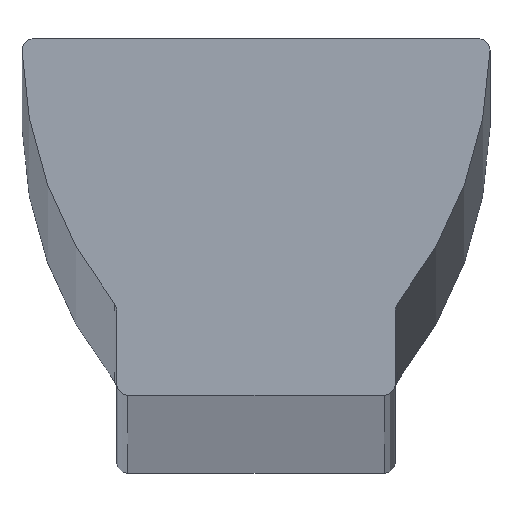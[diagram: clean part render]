
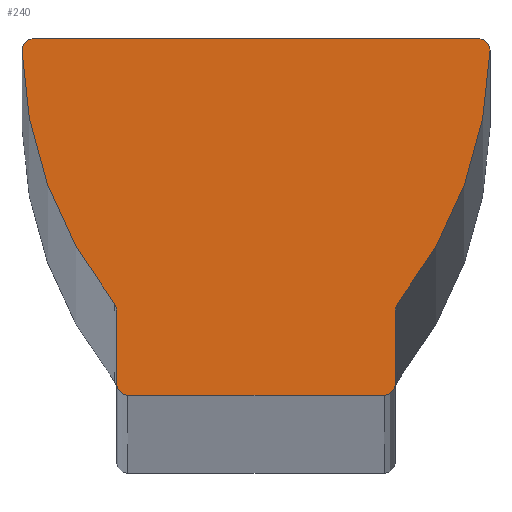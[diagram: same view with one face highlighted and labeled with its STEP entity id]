
A CAD part, top view. The second image highlights one B-rep face of the part: STEP entity #240.
In plain terms, the highlighted planar face has unit normal (0, 0, 1).
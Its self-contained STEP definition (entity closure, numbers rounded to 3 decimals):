
#7 = VECTOR ( 'NONE', #430, 1000. ) ;
#10 = CARTESIAN_POINT ( 'NONE',  ( 1.46, 0.127, 254. ) ) ;
#13 = CARTESIAN_POINT ( 'NONE',  ( -2.665, 3.934, 254. ) ) ;
#28 = DIRECTION ( 'NONE',  ( -1., 0., 0. ) ) ;
#30 = CARTESIAN_POINT ( 'NONE',  ( 1.587, 0.127, 254. ) ) ;
#32 = DIRECTION ( 'NONE',  ( 1., 0., 0. ) ) ;
#42 = ORIENTED_EDGE ( 'NONE', *, *, #452, .T. ) ;
#45 = LINE ( 'NONE', #266, #7 ) ;
#47 = DIRECTION ( 'NONE',  ( -1., 0., 0. ) ) ;
#53 = ORIENTED_EDGE ( 'NONE', *, *, #361, .T. ) ;
#55 = AXIS2_PLACEMENT_3D ( 'NONE', #433, #469, #223 ) ;
#70 = CARTESIAN_POINT ( 'NONE',  ( -1.587, 0.127, 254. ) ) ;
#78 = VERTEX_POINT ( 'NONE', #13 ) ;
#86 = DIRECTION ( 'NONE',  ( 0., 0., -1. ) ) ;
#90 = DIRECTION ( 'NONE',  ( 0., 0., -1. ) ) ;
#93 = ORIENTED_EDGE ( 'NONE', *, *, #288, .T. ) ;
#94 = ORIENTED_EDGE ( 'NONE', *, *, #374, .T. ) ;
#95 = DIRECTION ( 'NONE',  ( 0., 1., 0. ) ) ;
#106 = LINE ( 'NONE', #30, #191 ) ;
#107 = CARTESIAN_POINT ( 'NONE',  ( 1.587, 0.971, 254. ) ) ;
#109 = CARTESIAN_POINT ( 'NONE',  ( -1.46, 0., 254. ) ) ;
#110 = CARTESIAN_POINT ( 'NONE',  ( 1.615, 1.05, 254. ) ) ;
#111 = CARTESIAN_POINT ( 'NONE',  ( -2.538, 3.937, 254. ) ) ;
#112 = EDGE_CURVE ( 'NONE', #221, #379, #106, .T. ) ;
#113 = DIRECTION ( 'NONE',  ( 0., 0., 1. ) ) ;
#117 = EDGE_CURVE ( 'NONE', #461, #198, #203, .T. ) ;
#118 = AXIS2_PLACEMENT_3D ( 'NONE', #188, #489, #536 ) ;
#127 = CIRCLE ( 'NONE', #427, 0.127 ) ;
#130 = DIRECTION ( 'NONE',  ( 0., 0., 1. ) ) ;
#132 = DIRECTION ( 'NONE',  ( -1., 0., 0. ) ) ;
#135 = ORIENTED_EDGE ( 'NONE', *, *, #412, .T. ) ;
#137 = CARTESIAN_POINT ( 'NONE',  ( -1.587, 0.971, 254. ) ) ;
#140 = DIRECTION ( 'NONE',  ( 1., 0., 0. ) ) ;
#147 = CARTESIAN_POINT ( 'NONE',  ( 2.538, 3.937, 254. ) ) ;
#153 = CARTESIAN_POINT ( 'NONE',  ( -2.665, 3.937, 254. ) ) ;
#159 = VERTEX_POINT ( 'NONE', #137 ) ;
#180 = DIRECTION ( 'NONE',  ( 0., 0., -1. ) ) ;
#188 = CARTESIAN_POINT ( 'NONE',  ( -2.538, 3.937, 254. ) ) ;
#189 = VERTEX_POINT ( 'NONE', #316 ) ;
#191 = VECTOR ( 'NONE', #95, 1000. ) ;
#198 = VERTEX_POINT ( 'NONE', #349 ) ;
#203 = LINE ( 'NONE', #308, #237 ) ;
#208 = VECTOR ( 'NONE', #327, 1000. ) ;
#211 = EDGE_CURVE ( 'NONE', #379, #346, #348, .T. ) ;
#221 = VERTEX_POINT ( 'NONE', #414 ) ;
#223 = DIRECTION ( 'NONE',  ( -1., 0., 0. ) ) ;
#237 = VECTOR ( 'NONE', #140, 1000. ) ;
#240 = ADVANCED_FACE ( 'NONE', ( #456 ), #319, .F. ) ;
#241 = CARTESIAN_POINT ( 'NONE',  ( -1.715, 0.971, 254. ) ) ;
#244 = CARTESIAN_POINT ( 'NONE',  ( 1.715, 0.971, 254. ) ) ;
#251 = LINE ( 'NONE', #329, #208 ) ;
#256 = EDGE_CURVE ( 'NONE', #198, #221, #467, .T. ) ;
#265 = EDGE_CURVE ( 'NONE', #274, #495, #45, .T. ) ;
#266 = CARTESIAN_POINT ( 'NONE',  ( -2.538, 4.064, 254. ) ) ;
#267 = DIRECTION ( 'NONE',  ( 0., 0., 1. ) ) ;
#274 = VERTEX_POINT ( 'NONE', #371 ) ;
#285 = CIRCLE ( 'NONE', #525, 0.127 ) ;
#288 = EDGE_CURVE ( 'NONE', #189, #159, #473, .T. ) ;
#292 = VERTEX_POINT ( 'NONE', #153 ) ;
#293 = AXIS2_PLACEMENT_3D ( 'NONE', #326, #113, #526 ) ;
#295 = EDGE_LOOP ( 'NONE', ( #94, #524, #42, #93, #53, #135, #331, #518, #389, #521, #344, #386, #360 ) ) ;
#297 = CIRCLE ( 'NONE', #55, 0.127 ) ;
#308 = CARTESIAN_POINT ( 'NONE',  ( -1.46, 0., 254. ) ) ;
#316 = CARTESIAN_POINT ( 'NONE',  ( -1.615, 1.05, 254. ) ) ;
#319 = PLANE ( 'NONE',  #465 ) ;
#325 = EDGE_CURVE ( 'NONE', #292, #78, #297, .T. ) ;
#326 = CARTESIAN_POINT ( 'NONE',  ( -2.176, 4.064, 254. ) ) ;
#327 = DIRECTION ( 'NONE',  ( 0., -1., 0. ) ) ;
#329 = CARTESIAN_POINT ( 'NONE',  ( -1.587, 0.127, 254. ) ) ;
#331 = ORIENTED_EDGE ( 'NONE', *, *, #117, .T. ) ;
#333 = CIRCLE ( 'NONE', #293, 4.843 ) ;
#344 = ORIENTED_EDGE ( 'NONE', *, *, #431, .T. ) ;
#345 = AXIS2_PLACEMENT_3D ( 'NONE', #415, #541, #32 ) ;
#346 = VERTEX_POINT ( 'NONE', #110 ) ;
#347 = CIRCLE ( 'NONE', #345, 4.843 ) ;
#348 = CIRCLE ( 'NONE', #387, 0.127 ) ;
#349 = CARTESIAN_POINT ( 'NONE',  ( 1.46, 0., 254. ) ) ;
#360 = ORIENTED_EDGE ( 'NONE', *, *, #265, .T. ) ;
#361 = EDGE_CURVE ( 'NONE', #159, #398, #251, .T. ) ;
#371 = CARTESIAN_POINT ( 'NONE',  ( 2.538, 4.064, 254. ) ) ;
#374 = EDGE_CURVE ( 'NONE', #495, #292, #498, .T. ) ;
#379 = VERTEX_POINT ( 'NONE', #107 ) ;
#386 = ORIENTED_EDGE ( 'NONE', *, *, #488, .T. ) ;
#387 = AXIS2_PLACEMENT_3D ( 'NONE', #244, #180, #47 ) ;
#389 = ORIENTED_EDGE ( 'NONE', *, *, #112, .T. ) ;
#393 = DIRECTION ( 'NONE',  ( 1., 0., 0. ) ) ;
#398 = VERTEX_POINT ( 'NONE', #70 ) ;
#407 = CARTESIAN_POINT ( 'NONE',  ( 2.665, 3.934, 254. ) ) ;
#409 = CARTESIAN_POINT ( 'NONE',  ( -2.538, 4.064, 254. ) ) ;
#412 = EDGE_CURVE ( 'NONE', #398, #461, #285, .T. ) ;
#414 = CARTESIAN_POINT ( 'NONE',  ( 1.587, 0.127, 254. ) ) ;
#415 = CARTESIAN_POINT ( 'NONE',  ( 2.176, 4.064, 254. ) ) ;
#427 = AXIS2_PLACEMENT_3D ( 'NONE', #147, #442, #28 ) ;
#430 = DIRECTION ( 'NONE',  ( -1., 0., 0. ) ) ;
#431 = EDGE_CURVE ( 'NONE', #346, #455, #333, .T. ) ;
#432 = CARTESIAN_POINT ( 'NONE',  ( -1.46, 0.127, 254. ) ) ;
#433 = CARTESIAN_POINT ( 'NONE',  ( -2.538, 3.937, 254. ) ) ;
#437 = AXIS2_PLACEMENT_3D ( 'NONE', #10, #130, #393 ) ;
#442 = DIRECTION ( 'NONE',  ( 0., 0., 1. ) ) ;
#452 = EDGE_CURVE ( 'NONE', #78, #189, #347, .T. ) ;
#455 = VERTEX_POINT ( 'NONE', #407 ) ;
#456 = FACE_OUTER_BOUND ( 'NONE', #295, .T. ) ;
#461 = VERTEX_POINT ( 'NONE', #109 ) ;
#465 = AXIS2_PLACEMENT_3D ( 'NONE', #111, #90, #132 ) ;
#467 = CIRCLE ( 'NONE', #437, 0.127 ) ;
#469 = DIRECTION ( 'NONE',  ( 0., 0., 1. ) ) ;
#473 = CIRCLE ( 'NONE', #496, 0.127 ) ;
#484 = DIRECTION ( 'NONE',  ( 1., 0., 0. ) ) ;
#488 = EDGE_CURVE ( 'NONE', #455, #274, #127, .T. ) ;
#489 = DIRECTION ( 'NONE',  ( 0., 0., 1. ) ) ;
#495 = VERTEX_POINT ( 'NONE', #409 ) ;
#496 = AXIS2_PLACEMENT_3D ( 'NONE', #241, #86, #522 ) ;
#498 = CIRCLE ( 'NONE', #118, 0.127 ) ;
#518 = ORIENTED_EDGE ( 'NONE', *, *, #256, .T. ) ;
#521 = ORIENTED_EDGE ( 'NONE', *, *, #211, .T. ) ;
#522 = DIRECTION ( 'NONE',  ( -1., 0., 0. ) ) ;
#524 = ORIENTED_EDGE ( 'NONE', *, *, #325, .T. ) ;
#525 = AXIS2_PLACEMENT_3D ( 'NONE', #432, #267, #484 ) ;
#526 = DIRECTION ( 'NONE',  ( -1., 0., 0. ) ) ;
#536 = DIRECTION ( 'NONE',  ( -1., 0., 0. ) ) ;
#541 = DIRECTION ( 'NONE',  ( 0., 0., 1. ) ) ;
